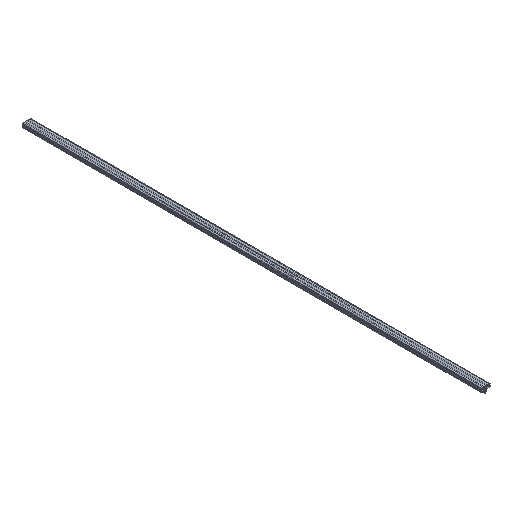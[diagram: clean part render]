
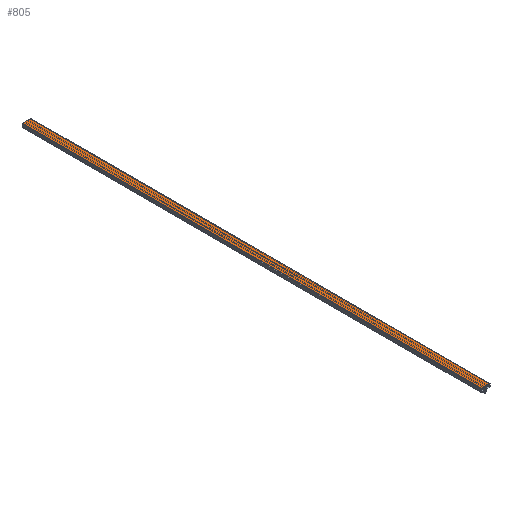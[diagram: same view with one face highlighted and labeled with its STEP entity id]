
A CAD part, isometric view. The second image highlights one B-rep face of the part: STEP entity #805.
In plain terms, the highlighted planar face has unit normal (0, 0, 1).
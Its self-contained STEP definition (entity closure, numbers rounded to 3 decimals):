
#44 = CARTESIAN_POINT ( 'NONE',  ( 17.491, -1000., 16. ) ) ;
#132 = DIRECTION ( 'NONE',  ( 0., 1., 0. ) ) ;
#148 = AXIS2_PLACEMENT_3D ( 'NONE', #1843, #1847, #1994 ) ;
#154 = EDGE_CURVE ( 'NONE', #2674, #2365, #2519, .T. ) ;
#274 = DIRECTION ( 'NONE',  ( -1., 0., 0. ) ) ;
#561 = VECTOR ( 'NONE', #667, 1000. ) ;
#617 = VECTOR ( 'NONE', #132, 1000. ) ;
#638 = VERTEX_POINT ( 'NONE', #44 ) ;
#650 = VECTOR ( 'NONE', #725, 1000. ) ;
#667 = DIRECTION ( 'NONE',  ( 0., -1., 0. ) ) ;
#714 = CARTESIAN_POINT ( 'NONE',  ( 17.491, 1000., 16. ) ) ;
#725 = DIRECTION ( 'NONE',  ( 1., 0., 0. ) ) ;
#795 = VECTOR ( 'NONE', #274, 1000. ) ;
#805 = ADVANCED_FACE ( 'NONE', ( #1814 ), #2006, .T. ) ;
#979 = ORIENTED_EDGE ( 'NONE', *, *, #1141, .T. ) ;
#1141 = EDGE_CURVE ( 'NONE', #2365, #638, #1219, .T. ) ;
#1176 = LINE ( 'NONE', #714, #617 ) ;
#1194 = CARTESIAN_POINT ( 'NONE',  ( -17.509, 1000., 16. ) ) ;
#1219 = LINE ( 'NONE', #1300, #650 ) ;
#1235 = ORIENTED_EDGE ( 'NONE', *, *, #1934, .T. ) ;
#1254 = EDGE_CURVE ( 'NONE', #1725, #2674, #1929, .T. ) ;
#1300 = CARTESIAN_POINT ( 'NONE',  ( -0.009, -1000., 16. ) ) ;
#1591 = CARTESIAN_POINT ( 'NONE',  ( -17.509, 1000., 16. ) ) ;
#1725 = VERTEX_POINT ( 'NONE', #2697 ) ;
#1727 = ORIENTED_EDGE ( 'NONE', *, *, #154, .T. ) ;
#1765 = CARTESIAN_POINT ( 'NONE',  ( -0.009, 1000., 16. ) ) ;
#1814 = FACE_OUTER_BOUND ( 'NONE', #1897, .T. ) ;
#1843 = CARTESIAN_POINT ( 'NONE',  ( -0.009, 1000., 16. ) ) ;
#1847 = DIRECTION ( 'NONE',  ( 0., 0., 1. ) ) ;
#1897 = EDGE_LOOP ( 'NONE', ( #2276, #1727, #979, #1235 ) ) ;
#1929 = LINE ( 'NONE', #1765, #795 ) ;
#1934 = EDGE_CURVE ( 'NONE', #638, #1725, #1176, .T. ) ;
#1994 = DIRECTION ( 'NONE',  ( 0., -1., 0. ) ) ;
#2006 = PLANE ( 'NONE',  #148 ) ;
#2276 = ORIENTED_EDGE ( 'NONE', *, *, #1254, .T. ) ;
#2365 = VERTEX_POINT ( 'NONE', #2730 ) ;
#2519 = LINE ( 'NONE', #1194, #561 ) ;
#2674 = VERTEX_POINT ( 'NONE', #1591 ) ;
#2697 = CARTESIAN_POINT ( 'NONE',  ( 17.491, 1000., 16. ) ) ;
#2730 = CARTESIAN_POINT ( 'NONE',  ( -17.509, -1000., 16. ) ) ;
